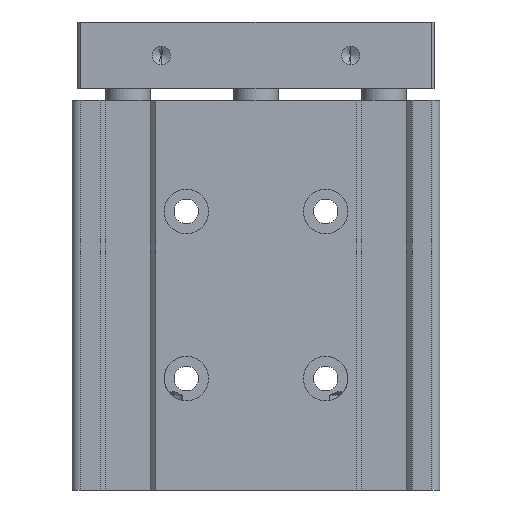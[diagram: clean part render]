
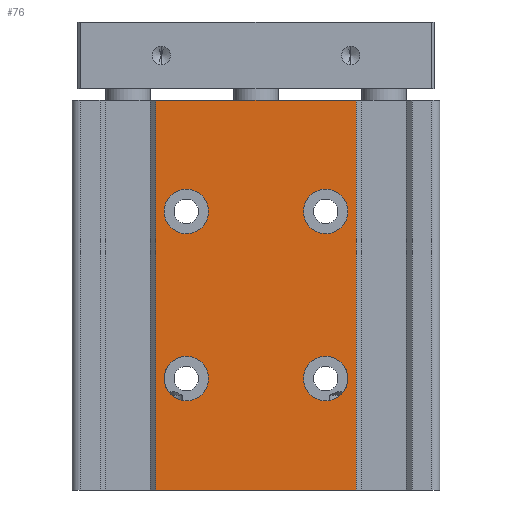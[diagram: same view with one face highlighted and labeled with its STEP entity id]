
A CAD part, front view. The second image highlights one B-rep face of the part: STEP entity #76.
In plain terms, the highlighted planar face has unit normal (0, -1, 0).
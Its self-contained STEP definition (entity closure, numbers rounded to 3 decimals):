
#53 = VERTEX_POINT ( 'NONE', #2376 ) ;
#56 = EDGE_CURVE ( 'NONE', #57, #53, #2371, .T. ) ;
#57 = VERTEX_POINT ( 'NONE', #2367 ) ;
#60 = ORIENTED_EDGE ( 'NONE', *, *, #65, .F. ) ;
#61 = VERTEX_POINT ( 'NONE', #2365 ) ;
#62 = ORIENTED_EDGE ( 'NONE', *, *, #905, .F. ) ;
#63 = EDGE_LOOP ( 'NONE', ( #77, #83 ) ) ;
#64 = EDGE_CURVE ( 'NONE', #61, #53, #2364, .T. ) ;
#65 = EDGE_CURVE ( 'NONE', #829, #802, #2360, .T. ) ;
#66 = EDGE_LOOP ( 'NONE', ( #60, #70 ) ) ;
#68 = ORIENTED_EDGE ( 'NONE', *, *, #72, .F. ) ;
#69 = EDGE_CURVE ( 'NONE', #865, #835, #2416, .T. ) ;
#70 = ORIENTED_EDGE ( 'NONE', *, *, #828, .F. ) ;
#72 = EDGE_CURVE ( 'NONE', #851, #847, #2411, .T. ) ;
#73 = ORIENTED_EDGE ( 'NONE', *, *, #850, .F. ) ;
#74 = EDGE_LOOP ( 'NONE', ( #68, #73 ) ) ;
#76 = ADVANCED_FACE ( 'NONE', ( #2406, #2405, #2404, #2403, #2402 ), #2401, .T. ) ;
#77 = ORIENTED_EDGE ( 'NONE', *, *, #82, .F. ) ;
#78 = ORIENTED_EDGE ( 'NONE', *, *, #69, .F. ) ;
#79 = EDGE_LOOP ( 'NONE', ( #80, #101, #84, #91 ) ) ;
#80 = ORIENTED_EDGE ( 'NONE', *, *, #64, .F. ) ;
#81 = EDGE_CURVE ( 'NONE', #112, #57, #2396, .T. ) ;
#82 = EDGE_CURVE ( 'NONE', #846, #843, #2392, .T. ) ;
#83 = ORIENTED_EDGE ( 'NONE', *, *, #845, .F. ) ;
#84 = ORIENTED_EDGE ( 'NONE', *, *, #81, .T. ) ;
#91 = ORIENTED_EDGE ( 'NONE', *, *, #56, .T. ) ;
#95 = EDGE_CURVE ( 'NONE', #112, #61, #2440, .T. ) ;
#98 = EDGE_LOOP ( 'NONE', ( #78, #62 ) ) ;
#101 = ORIENTED_EDGE ( 'NONE', *, *, #95, .F. ) ;
#112 = VERTEX_POINT ( 'NONE', #2472 ) ;
#802 = VERTEX_POINT ( 'NONE', #3613 ) ;
#828 = EDGE_CURVE ( 'NONE', #802, #829, #3630, .T. ) ;
#829 = VERTEX_POINT ( 'NONE', #3693 ) ;
#835 = VERTEX_POINT ( 'NONE', #3684 ) ;
#843 = VERTEX_POINT ( 'NONE', #3664 ) ;
#845 = EDGE_CURVE ( 'NONE', #843, #846, #3724, .T. ) ;
#846 = VERTEX_POINT ( 'NONE', #3719 ) ;
#847 = VERTEX_POINT ( 'NONE', #3718 ) ;
#850 = EDGE_CURVE ( 'NONE', #847, #851, #3713, .T. ) ;
#851 = VERTEX_POINT ( 'NONE', #3708 ) ;
#865 = VERTEX_POINT ( 'NONE', #3741 ) ;
#905 = EDGE_CURVE ( 'NONE', #835, #865, #3846, .T. ) ;
#2357 = DIRECTION ( 'NONE',  ( 0., -1., 0. ) ) ;
#2358 = CARTESIAN_POINT ( 'NONE',  ( 12.5, 0., -50. ) ) ;
#2359 = AXIS2_PLACEMENT_3D ( 'NONE', #2358, #2357, #2421 ) ;
#2360 = CIRCLE ( 'NONE', #2359, 4. ) ;
#2361 = DIRECTION ( 'NONE',  ( 1., 0., 0. ) ) ;
#2362 = VECTOR ( 'NONE', #2361, 1000. ) ;
#2363 = CARTESIAN_POINT ( 'NONE',  ( -18., 0., 0. ) ) ;
#2364 = LINE ( 'NONE', #2363, #2362 ) ;
#2365 = CARTESIAN_POINT ( 'NONE',  ( -18., 0., 0. ) ) ;
#2367 = CARTESIAN_POINT ( 'NONE',  ( 18., 0., -70. ) ) ;
#2368 = DIRECTION ( 'NONE',  ( 0., 0., 1. ) ) ;
#2369 = VECTOR ( 'NONE', #2368, 1000. ) ;
#2370 = CARTESIAN_POINT ( 'NONE',  ( 18., 0., -70. ) ) ;
#2371 = LINE ( 'NONE', #2370, #2369 ) ;
#2376 = CARTESIAN_POINT ( 'NONE',  ( 18., 0., 0. ) ) ;
#2389 = DIRECTION ( 'NONE',  ( 0., -1., 0. ) ) ;
#2390 = CARTESIAN_POINT ( 'NONE',  ( -12.5, 0., -20. ) ) ;
#2391 = AXIS2_PLACEMENT_3D ( 'NONE', #2390, #2389, #2453 ) ;
#2392 = CIRCLE ( 'NONE', #2391, 4. ) ;
#2393 = DIRECTION ( 'NONE',  ( 1., 0., 0. ) ) ;
#2394 = VECTOR ( 'NONE', #2393, 1000. ) ;
#2395 = CARTESIAN_POINT ( 'NONE',  ( -18., 0., -70. ) ) ;
#2396 = LINE ( 'NONE', #2395, #2394 ) ;
#2397 = DIRECTION ( 'NONE',  ( 0., 0., -1. ) ) ;
#2398 = DIRECTION ( 'NONE',  ( 0., -1., 0. ) ) ;
#2399 = CARTESIAN_POINT ( 'NONE',  ( -18., 0., -70. ) ) ;
#2400 = AXIS2_PLACEMENT_3D ( 'NONE', #2399, #2398, #2397 ) ;
#2401 = PLANE ( 'NONE',  #2400 ) ;
#2402 = FACE_OUTER_BOUND ( 'NONE', #79, .T. ) ;
#2403 = FACE_BOUND ( 'NONE', #63, .T. ) ;
#2404 = FACE_BOUND ( 'NONE', #98, .T. ) ;
#2405 = FACE_BOUND ( 'NONE', #74, .T. ) ;
#2406 = FACE_BOUND ( 'NONE', #66, .T. ) ;
#2407 = DIRECTION ( 'NONE',  ( 0., 0., -1. ) ) ;
#2408 = DIRECTION ( 'NONE',  ( 0., -1., 0. ) ) ;
#2409 = CARTESIAN_POINT ( 'NONE',  ( -12.5, 0., -50. ) ) ;
#2410 = AXIS2_PLACEMENT_3D ( 'NONE', #2409, #2408, #2407 ) ;
#2411 = CIRCLE ( 'NONE', #2410, 4. ) ;
#2412 = DIRECTION ( 'NONE',  ( 0., 0., -1. ) ) ;
#2413 = DIRECTION ( 'NONE',  ( 0., -1., 0. ) ) ;
#2414 = CARTESIAN_POINT ( 'NONE',  ( 12.5, 0., -20. ) ) ;
#2415 = AXIS2_PLACEMENT_3D ( 'NONE', #2414, #2413, #2412 ) ;
#2416 = CIRCLE ( 'NONE', #2415, 4. ) ;
#2421 = DIRECTION ( 'NONE',  ( 0., 0., -1. ) ) ;
#2437 = DIRECTION ( 'NONE',  ( 0., 0., 1. ) ) ;
#2438 = VECTOR ( 'NONE', #2437, 1000. ) ;
#2439 = CARTESIAN_POINT ( 'NONE',  ( -18., 0., -70. ) ) ;
#2440 = LINE ( 'NONE', #2439, #2438 ) ;
#2453 = DIRECTION ( 'NONE',  ( 0., 0., -1. ) ) ;
#2472 = CARTESIAN_POINT ( 'NONE',  ( -18., 0., -70. ) ) ;
#2590 = AXIS2_PLACEMENT_3D ( 'NONE', #2847, #3110, #3104 ) ;
#2847 = CARTESIAN_POINT ( 'NONE',  ( 12.5, 0., -50. ) ) ;
#3104 = DIRECTION ( 'NONE',  ( 0., 0., -1. ) ) ;
#3110 = DIRECTION ( 'NONE',  ( 0., -1., 0. ) ) ;
#3613 = CARTESIAN_POINT ( 'NONE',  ( 12.5, 0., -46. ) ) ;
#3630 = CIRCLE ( 'NONE', #2590, 4. ) ;
#3664 = CARTESIAN_POINT ( 'NONE',  ( -12.5, 0., -16. ) ) ;
#3684 = CARTESIAN_POINT ( 'NONE',  ( 12.5, 0., -16. ) ) ;
#3693 = CARTESIAN_POINT ( 'NONE',  ( 12.5, 0., -54. ) ) ;
#3708 = CARTESIAN_POINT ( 'NONE',  ( -12.5, 0., -54. ) ) ;
#3709 = DIRECTION ( 'NONE',  ( 0., 0., -1. ) ) ;
#3710 = DIRECTION ( 'NONE',  ( 0., -1., 0. ) ) ;
#3711 = CARTESIAN_POINT ( 'NONE',  ( -12.5, 0., -50. ) ) ;
#3712 = AXIS2_PLACEMENT_3D ( 'NONE', #3711, #3710, #3709 ) ;
#3713 = CIRCLE ( 'NONE', #3712, 4. ) ;
#3718 = CARTESIAN_POINT ( 'NONE',  ( -12.5, 0., -46. ) ) ;
#3719 = CARTESIAN_POINT ( 'NONE',  ( -12.5, 0., -24. ) ) ;
#3720 = DIRECTION ( 'NONE',  ( 0., 0., -1. ) ) ;
#3721 = DIRECTION ( 'NONE',  ( 0., -1., 0. ) ) ;
#3722 = CARTESIAN_POINT ( 'NONE',  ( -12.5, 0., -20. ) ) ;
#3723 = AXIS2_PLACEMENT_3D ( 'NONE', #3722, #3721, #3720 ) ;
#3724 = CIRCLE ( 'NONE', #3723, 4. ) ;
#3741 = CARTESIAN_POINT ( 'NONE',  ( 12.5, 0., -24. ) ) ;
#3842 = DIRECTION ( 'NONE',  ( 0., 0., -1. ) ) ;
#3843 = DIRECTION ( 'NONE',  ( 0., -1., 0. ) ) ;
#3844 = CARTESIAN_POINT ( 'NONE',  ( 12.5, 0., -20. ) ) ;
#3845 = AXIS2_PLACEMENT_3D ( 'NONE', #3844, #3843, #3842 ) ;
#3846 = CIRCLE ( 'NONE', #3845, 4. ) ;
